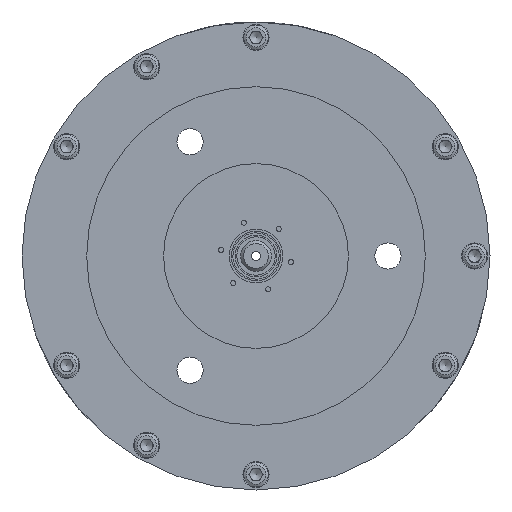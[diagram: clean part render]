
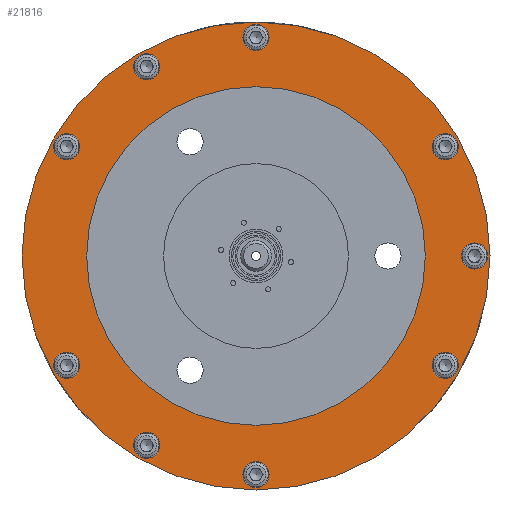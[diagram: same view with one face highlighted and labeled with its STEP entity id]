
A CAD part, left-side view. The second image highlights one B-rep face of the part: STEP entity #21816.
In plain terms, the highlighted planar face has unit normal (-1, 0, 0).
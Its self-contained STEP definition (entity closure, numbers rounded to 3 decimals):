
#3938=ORIENTED_EDGE('',*,*,#6754,.T.);
#3939=ORIENTED_EDGE('',*,*,#6759,.F.);
#3940=ORIENTED_EDGE('',*,*,#6756,.F.);
#3941=ORIENTED_EDGE('',*,*,#6766,.T.);
#3942=ORIENTED_EDGE('',*,*,#6769,.T.);
#3943=ORIENTED_EDGE('',*,*,#6764,.F.);
#3944=ORIENTED_EDGE('',*,*,#6778,.T.);
#3945=ORIENTED_EDGE('',*,*,#6787,.F.);
#3946=ORIENTED_EDGE('',*,*,#6784,.F.);
#3947=ORIENTED_EDGE('',*,*,#6798,.F.);
#3948=ORIENTED_EDGE('',*,*,#6812,.T.);
#6754=EDGE_CURVE('',#8328,#8328,#9453,.T.);
#6756=EDGE_CURVE('',#8330,#8330,#9455,.T.);
#6759=EDGE_CURVE('',#8333,#8333,#9458,.T.);
#6764=EDGE_CURVE('',#8338,#8338,#9463,.T.);
#6766=EDGE_CURVE('',#8340,#8340,#9465,.T.);
#6769=EDGE_CURVE('',#8343,#8343,#9468,.T.);
#6778=EDGE_CURVE('',#8351,#8351,#9477,.T.);
#6784=EDGE_CURVE('',#8356,#8356,#9483,.T.);
#6787=EDGE_CURVE('',#8359,#8359,#9486,.T.);
#6798=EDGE_CURVE('',#8369,#8369,#9497,.T.);
#6812=EDGE_CURVE('',#8383,#8383,#9505,.T.);
#8328=VERTEX_POINT('',#31104);
#8330=VERTEX_POINT('',#31110);
#8333=VERTEX_POINT('',#31118);
#8338=VERTEX_POINT('',#31133);
#8340=VERTEX_POINT('',#31139);
#8343=VERTEX_POINT('',#31147);
#8351=VERTEX_POINT('',#31173);
#8356=VERTEX_POINT('',#31190);
#8359=VERTEX_POINT('',#31198);
#8369=VERTEX_POINT('',#31229);
#8383=VERTEX_POINT('',#31701);
#9453=CIRCLE('',#23136,8.5);
#9455=CIRCLE('',#23140,8.5);
#9458=CIRCLE('',#23145,8.5);
#9463=CIRCLE('',#23155,8.5);
#9465=CIRCLE('',#23159,8.5);
#9468=CIRCLE('',#23164,8.5);
#9477=CIRCLE('',#23182,8.5);
#9483=CIRCLE('',#23194,8.5);
#9486=CIRCLE('',#23199,8.5);
#9497=CIRCLE('',#23220,152.);
#9505=CIRCLE('',#23229,110.);
#10542=EDGE_LOOP('',(#3938));
#10543=EDGE_LOOP('',(#3939));
#10544=EDGE_LOOP('',(#3940));
#10545=EDGE_LOOP('',(#3941));
#10546=EDGE_LOOP('',(#3942));
#10547=EDGE_LOOP('',(#3943));
#10548=EDGE_LOOP('',(#3944));
#10549=EDGE_LOOP('',(#3945));
#10550=EDGE_LOOP('',(#3946));
#10551=EDGE_LOOP('',(#3947));
#10552=EDGE_LOOP('',(#3948));
#12230=FACE_BOUND('',#10542,.T.);
#12231=FACE_BOUND('',#10543,.T.);
#12232=FACE_BOUND('',#10544,.T.);
#12233=FACE_BOUND('',#10545,.T.);
#12234=FACE_BOUND('',#10546,.T.);
#12235=FACE_BOUND('',#10547,.T.);
#12236=FACE_BOUND('',#10548,.T.);
#12237=FACE_BOUND('',#10549,.T.);
#12238=FACE_BOUND('',#10550,.T.);
#12239=FACE_BOUND('',#10551,.T.);
#12240=FACE_BOUND('',#10552,.T.);
#13672=PLANE('',#23228);
#21816=ADVANCED_FACE('',(#12230,#12231,#12232,#12233,#12234,#12235,#12236,
#12237,#12238,#12239,#12240),#13672,.T.);
#23136=AXIS2_PLACEMENT_3D('',#31103,#26034,#26035);
#23140=AXIS2_PLACEMENT_3D('',#31109,#26042,#26043);
#23145=AXIS2_PLACEMENT_3D('',#31117,#26052,#26053);
#23155=AXIS2_PLACEMENT_3D('',#31132,#26072,#26073);
#23159=AXIS2_PLACEMENT_3D('',#31138,#26080,#26081);
#23164=AXIS2_PLACEMENT_3D('',#31146,#26090,#26091);
#23182=AXIS2_PLACEMENT_3D('',#31172,#26126,#26127);
#23194=AXIS2_PLACEMENT_3D('',#31189,#26150,#26151);
#23199=AXIS2_PLACEMENT_3D('',#31197,#26160,#26161);
#23220=AXIS2_PLACEMENT_3D('',#31228,#26202,#26203);
#23228=AXIS2_PLACEMENT_3D('',#31699,#26221,#26222);
#23229=AXIS2_PLACEMENT_3D('',#31700,#26223,#26224);
#26034=DIRECTION('',(1.,0.,0.));
#26035=DIRECTION('',(0.,0.,-1.));
#26042=DIRECTION('',(-1.,0.,0.));
#26043=DIRECTION('',(0.,-0.866,-0.5));
#26052=DIRECTION('',(-1.,0.,0.));
#26053=DIRECTION('',(0.,-0.866,-0.5));
#26072=DIRECTION('',(-1.,0.,0.));
#26073=DIRECTION('',(0.,0.866,-0.5));
#26080=DIRECTION('',(1.,0.,0.));
#26081=DIRECTION('',(0.,0.866,0.5));
#26090=DIRECTION('',(1.,0.,0.));
#26091=DIRECTION('',(0.,0.866,0.5));
#26126=DIRECTION('',(1.,0.,0.));
#26127=DIRECTION('',(0.,-0.866,0.5));
#26150=DIRECTION('',(-1.,0.,0.));
#26151=DIRECTION('',(0.,0.,1.));
#26160=DIRECTION('',(-1.,0.,0.));
#26161=DIRECTION('',(0.,0.,1.));
#26202=DIRECTION('',(1.,0.,0.));
#26203=DIRECTION('',(0.,0.,-1.));
#26221=DIRECTION('',(-1.,0.,0.));
#26222=DIRECTION('',(0.,0.,1.));
#26223=DIRECTION('',(1.,0.,0.));
#26224=DIRECTION('',(0.,0.,-1.));
#31103=CARTESIAN_POINT('',(-120.,122.976,71.));
#31104=CARTESIAN_POINT('',(-120.,122.976,62.5));
#31109=CARTESIAN_POINT('',(-120.,0.,142.));
#31110=CARTESIAN_POINT('',(-120.,-7.361,137.75));
#31117=CARTESIAN_POINT('',(-120.,71.,122.976));
#31118=CARTESIAN_POINT('',(-120.,63.639,118.726));
#31132=CARTESIAN_POINT('',(-120.,-122.976,-71.));
#31133=CARTESIAN_POINT('',(-120.,-115.614,-75.25));
#31138=CARTESIAN_POINT('',(-120.,-122.976,71.));
#31139=CARTESIAN_POINT('',(-120.,-115.614,75.25));
#31146=CARTESIAN_POINT('',(-120.,-142.,0.));
#31147=CARTESIAN_POINT('',(-120.,-134.639,4.25));
#31172=CARTESIAN_POINT('',(-120.,0.,-142.));
#31173=CARTESIAN_POINT('',(-120.,-7.361,-137.75));
#31189=CARTESIAN_POINT('',(-120.,122.976,-71.));
#31190=CARTESIAN_POINT('',(-120.,122.976,-62.5));
#31197=CARTESIAN_POINT('',(-120.,71.,-122.976));
#31198=CARTESIAN_POINT('',(-120.,71.,-114.476));
#31228=CARTESIAN_POINT('',(-120.,0.,0.));
#31229=CARTESIAN_POINT('',(-120.,0.,-152.));
#31699=CARTESIAN_POINT('',(-120.,76.,-131.636));
#31700=CARTESIAN_POINT('',(-120.,0.,0.));
#31701=CARTESIAN_POINT('',(-120.,0.,-110.));
